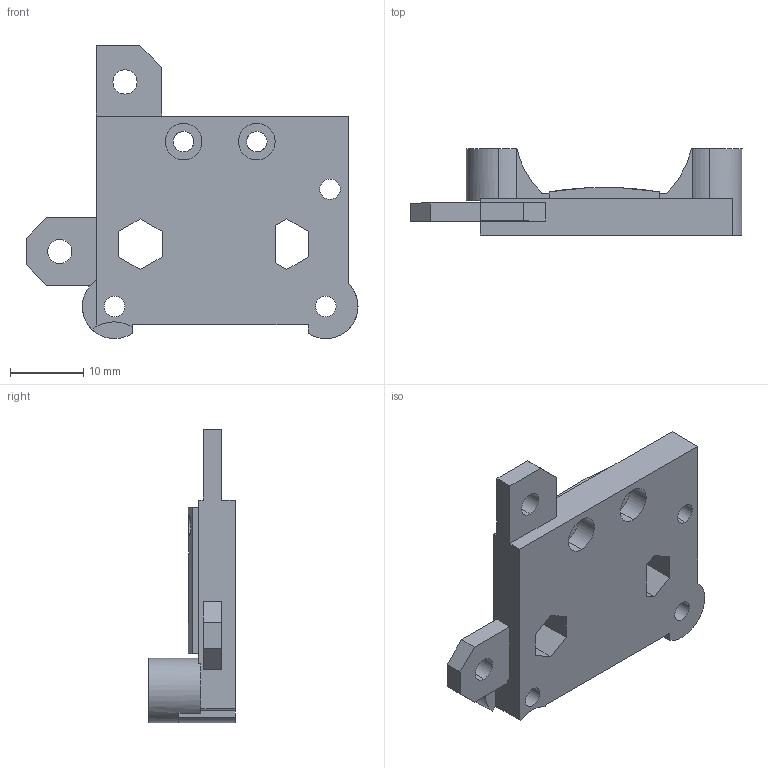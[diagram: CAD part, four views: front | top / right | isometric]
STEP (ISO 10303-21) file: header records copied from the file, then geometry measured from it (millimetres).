
FILE_DESCRIPTION (( 'STEP AP214' ), '1' );
FILE_NAME ('ender3_ad.STEP', '2025-01-10T03:00:03', ( '' ), ( '' ), 'SwSTEP 2.0', 'SolidWorks 2024', '' );
FILE_SCHEMA (( 'AUTOMOTIVE_DESIGN' ));
Length unit declared in the file: millimetre
Products named in the file (1): ender3_ad
Bounding box: 45.34 x 11.84 x 40.05 mm (x, y, z)
Volume: 5837.3 mm3; surface area: 4003.7 mm2
Topology: 1 solids, 1 shells, 81 faces, 224 edges, 148 vertices
Faces by surface type: plane 50, cylinder 29, bspline 2
Entity records: 2812 total; most frequent: CARTESIAN_POINT 657, ORIENTED_EDGE 448, DIRECTION 428, EDGE_CURVE 224, VECTOR 156, LINE 156, VERTEX_POINT 148, AXIS2_PLACEMENT_3D 136
